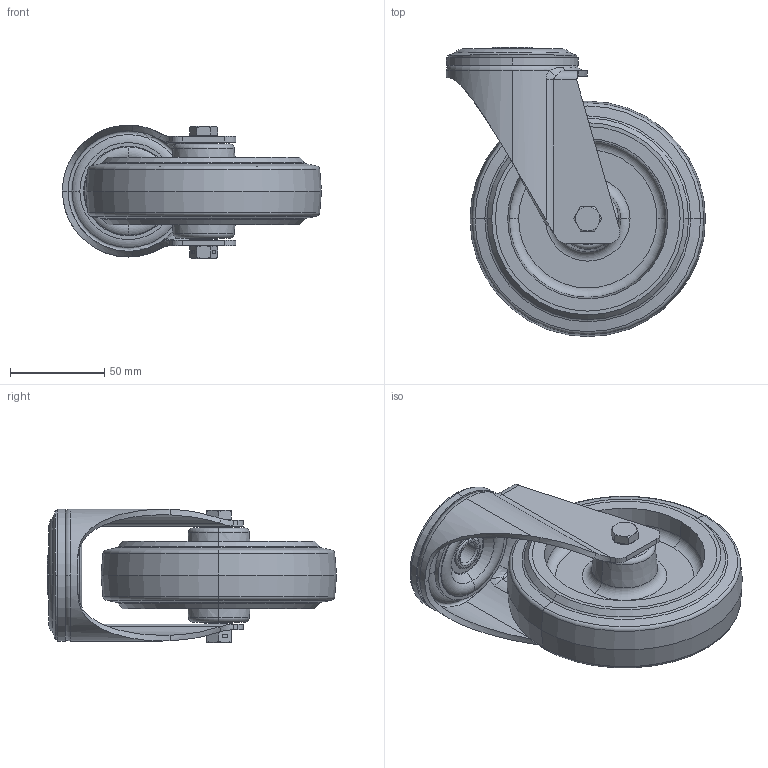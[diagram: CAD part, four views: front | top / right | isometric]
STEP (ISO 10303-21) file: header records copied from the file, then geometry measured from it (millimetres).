
FILE_DESCRIPTION (( 'STEP AP214' ), '1' );
FILE_NAME ('0055787.step', '2023-07-26T13:22:33', ( '' ), ( '' ), 'SwSTEP 2.0', 'SolidWorks 2020', '' );
FILE_SCHEMA (( 'AUTOMOTIVE_DESIGN' ));
Length unit declared in the file: millimetre
Products named in the file (1): 0055787
Bounding box: 137.5 x 153.5 x 71 mm (x, y, z)
Volume: 352525.7 mm3; surface area: 120248.1 mm2
Topology: 8 solids, 9 shells, 313 faces, 669 edges, 390 vertices
Faces by surface type: torus 82, cone 78, plane 76, cylinder 61, bspline 16
Entity records: 13792 total; most frequent: CARTESIAN_POINT 3469, DIRECTION 1515, ORIENTED_EDGE 1338, EDGE_CURVE 669, AXIS2_PLACEMENT_3D 662, VERTEX_POINT 390, CIRCLE 364, EDGE_LOOP 349
